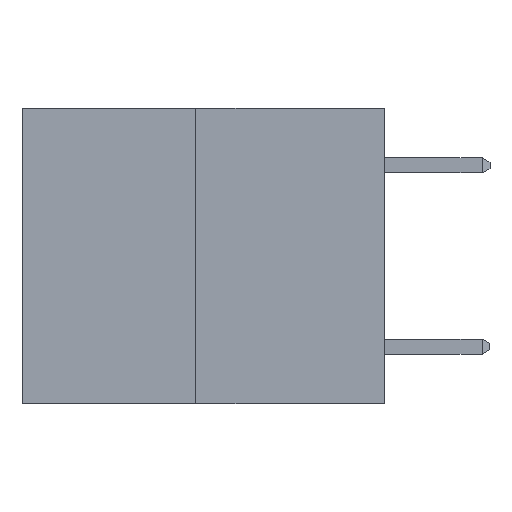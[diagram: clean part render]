
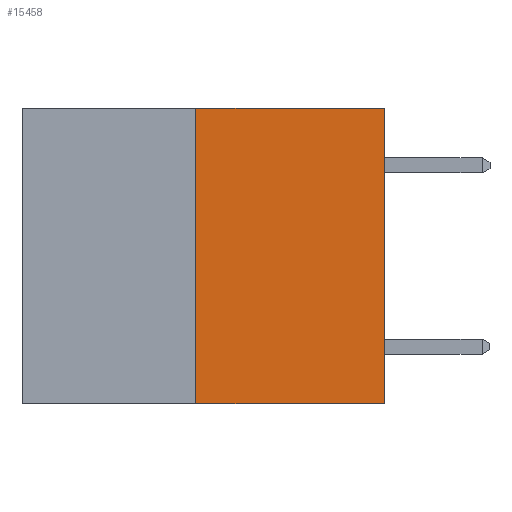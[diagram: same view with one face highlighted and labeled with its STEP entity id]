
A CAD part, left-side view. The second image highlights one B-rep face of the part: STEP entity #15458.
In plain terms, the highlighted planar face has unit normal (-1, 0, 0).
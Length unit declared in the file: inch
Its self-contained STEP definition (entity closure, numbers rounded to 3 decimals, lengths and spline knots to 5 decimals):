
#902 = CARTESIAN_POINT ( 'NONE',  ( 0., 0.312, -0.49 ) ) ;
#1083 = ORIENTED_EDGE ( 'NONE', *, *, #10227, .F. ) ;
#1151 = DIRECTION ( 'NONE',  ( 0., -1., 0. ) ) ;
#1683 = AXIS2_PLACEMENT_3D ( 'NONE', #5212, #14668, #11780 ) ;
#1684 = DIRECTION ( 'NONE',  ( 0., -1., 0. ) ) ;
#1765 = CARTESIAN_POINT ( 'NONE',  ( 0., 0.312, 0. ) ) ;
#2205 = ORIENTED_EDGE ( 'NONE', *, *, #2957, .F. ) ;
#2802 = CARTESIAN_POINT ( 'NONE',  ( 0., 0.312, -0.49 ) ) ;
#2896 = LINE ( 'NONE', #11249, #3715 ) ;
#2957 = EDGE_CURVE ( 'NONE', #17001, #14016, #2896, .T. ) ;
#3715 = VECTOR ( 'NONE', #1684, 39.37008 ) ;
#4857 = DIRECTION ( 'NONE',  ( 0., 0., 1. ) ) ;
#4945 = EDGE_LOOP ( 'NONE', ( #1083, #9640, #5307, #2205 ) ) ;
#5212 = CARTESIAN_POINT ( 'NONE',  ( 0., 0.6, 0. ) ) ;
#5307 = ORIENTED_EDGE ( 'NONE', *, *, #9209, .T. ) ;
#6097 = VERTEX_POINT ( 'NONE', #9066 ) ;
#7371 = VECTOR ( 'NONE', #12142, 39.37008 ) ;
#7813 = LINE ( 'NONE', #11840, #10554 ) ;
#8003 = FACE_OUTER_BOUND ( 'NONE', #4945, .T. ) ;
#8572 = CARTESIAN_POINT ( 'NONE',  ( 0., 0., 0. ) ) ;
#9066 = CARTESIAN_POINT ( 'NONE',  ( 0., 0., -0.49 ) ) ;
#9209 = EDGE_CURVE ( 'NONE', #6097, #14016, #16269, .T. ) ;
#9640 = ORIENTED_EDGE ( 'NONE', *, *, #10196, .T. ) ;
#10196 = EDGE_CURVE ( 'NONE', #12022, #6097, #7813, .T. ) ;
#10227 = EDGE_CURVE ( 'NONE', #12022, #17001, #14552, .T. ) ;
#10554 = VECTOR ( 'NONE', #1151, 39.37008 ) ;
#11249 = CARTESIAN_POINT ( 'NONE',  ( 0., 0.6, 0. ) ) ;
#11780 = DIRECTION ( 'NONE',  ( 0., 0., -1. ) ) ;
#11840 = CARTESIAN_POINT ( 'NONE',  ( 0., 0.6, -0.49 ) ) ;
#12022 = VERTEX_POINT ( 'NONE', #902 ) ;
#12142 = DIRECTION ( 'NONE',  ( 0., 0., 1. ) ) ;
#14016 = VERTEX_POINT ( 'NONE', #8572 ) ;
#14379 = CARTESIAN_POINT ( 'NONE',  ( 0., 0., 0. ) ) ;
#14552 = LINE ( 'NONE', #2802, #7371 ) ;
#14668 = DIRECTION ( 'NONE',  ( 1., 0., 0. ) ) ;
#14999 = VECTOR ( 'NONE', #4857, 39.37008 ) ;
#15458 = ADVANCED_FACE ( 'NONE', ( #8003 ), #15847, .F. ) ;
#15847 = PLANE ( 'NONE',  #1683 ) ;
#16269 = LINE ( 'NONE', #14379, #14999 ) ;
#17001 = VERTEX_POINT ( 'NONE', #1765 ) ;
